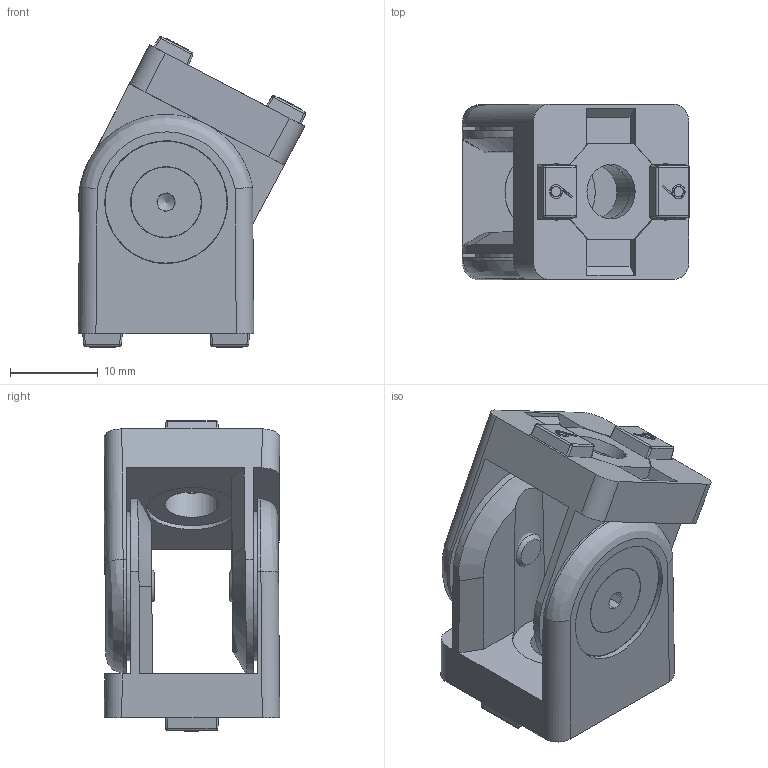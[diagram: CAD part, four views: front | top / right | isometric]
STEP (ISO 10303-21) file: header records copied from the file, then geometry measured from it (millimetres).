
FILE_DESCRIPTION(/* description */ ('Kloubový spoj pro profil 20x20 (řada 20)'),/* implementation_level */ '2;1');
FILE_NAME(/* name */ '322020.stp',/* time_stamp */ '2022-10-07T08:16:53+02:00',/* author */ ('aluteckkpl_am'),/* organization */ (''),/* preprocessor_version */ 'ST-DEVELOPER v18.1',/* originating_system */ 'Autodesk Inventor 2021',/* authorisation */ '');
FILE_SCHEMA (('CONFIG_CONTROL_DESIGN'));
Length unit declared in the file: millimetre
Products named in the file (6): 322020; 322020_001; 322020_002; 322020_003; 322020_005; 322020_004
Assembly tree (10 placements, depth 2):
  322020
    322020_001  x2
    322020_002  x2
    322020_003  x2
    322020_005  x2
    322020_004  x2
Bounding box: 25.9 x 20 x 35.42 mm (x, y, z)
Volume: 6724.1 mm3; surface area: 7827.8 mm2
Topology: 10 solids, 10 shells, 402 faces, 1028 edges, 664 vertices
Faces by surface type: plane 244, cylinder 98, torus 20, cone 16, sphere 16, bspline 8
Full cylindrical faces by diameter (mm): 1.2 x4, 1.5 x8, 3.242 x2, 4 x2, 6.2 x6, 8 x2, 8.1 x2, 10.3 x2, 10.9 x2, 11 x4, 13.9 x2, 14 x2, 17 x2, 17.1 x2
Entity records: 6726 total; most frequent: CARTESIAN_POINT 1423, DIRECTION 1093, ORIENTED_EDGE 1026, EDGE_CURVE 513, AXIS2_PLACEMENT_3D 396, VERTEX_POINT 332, LINE 301, VECTOR 301
